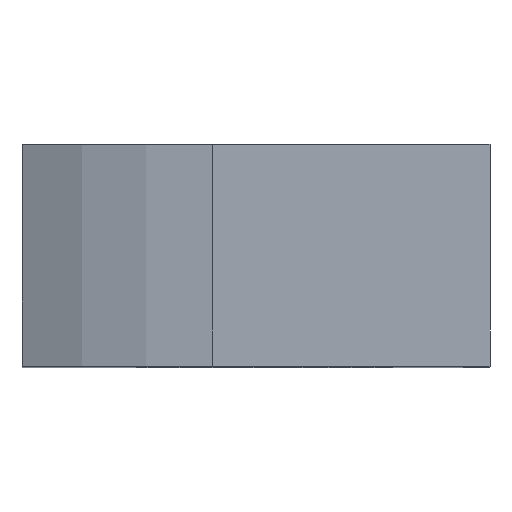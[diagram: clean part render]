
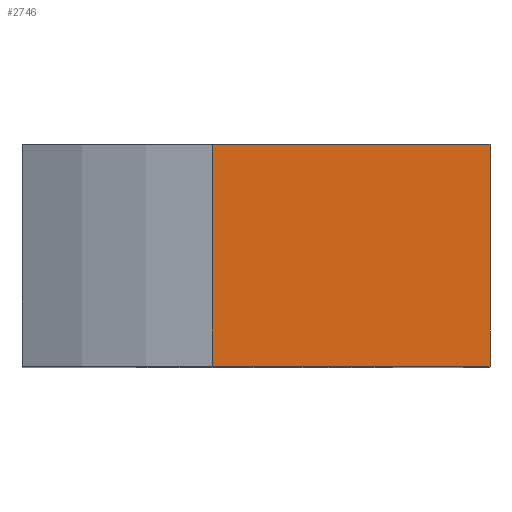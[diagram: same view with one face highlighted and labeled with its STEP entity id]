
A CAD part, top view. The second image highlights one B-rep face of the part: STEP entity #2746.
In plain terms, the highlighted planar face has unit normal (0, 0, 1).
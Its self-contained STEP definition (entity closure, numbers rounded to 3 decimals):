
#64 = CARTESIAN_POINT ( 'NONE',  ( -1.772, 9., 17. ) ) ;
#179 = CARTESIAN_POINT ( 'NONE',  ( 0., 9., 17. ) ) ;
#187 = ORIENTED_EDGE ( 'NONE', *, *, #2457, .T. ) ;
#302 = CARTESIAN_POINT ( 'NONE',  ( 9.5, 9., 17. ) ) ;
#435 = VECTOR ( 'NONE', #1824, 1000. ) ;
#469 = CARTESIAN_POINT ( 'NONE',  ( 0., 0., 17. ) ) ;
#487 = CARTESIAN_POINT ( 'NONE',  ( 9.5, 0., 17. ) ) ;
#548 = DIRECTION ( 'NONE',  ( 0., -1., 0. ) ) ;
#579 = VECTOR ( 'NONE', #4614, 1000. ) ;
#769 = EDGE_LOOP ( 'NONE', ( #187, #2315, #2363, #3789 ) ) ;
#854 = EDGE_CURVE ( 'NONE', #3617, #2434, #4037, .T. ) ;
#1047 = CARTESIAN_POINT ( 'NONE',  ( 0., 9., 17. ) ) ;
#1395 = CARTESIAN_POINT ( 'NONE',  ( -1.772, 9., 17. ) ) ;
#1697 = DIRECTION ( 'NONE',  ( -1., 0., 0. ) ) ;
#1746 = DIRECTION ( 'NONE',  ( 0., 0., -1. ) ) ;
#1824 = DIRECTION ( 'NONE',  ( 0., -1., 0. ) ) ;
#2005 = LINE ( 'NONE', #469, #2277 ) ;
#2277 = VECTOR ( 'NONE', #2757, 1000. ) ;
#2315 = ORIENTED_EDGE ( 'NONE', *, *, #3719, .F. ) ;
#2363 = ORIENTED_EDGE ( 'NONE', *, *, #3049, .F. ) ;
#2399 = CARTESIAN_POINT ( 'NONE',  ( -1.772, 0., 17. ) ) ;
#2434 = VERTEX_POINT ( 'NONE', #2399 ) ;
#2457 = EDGE_CURVE ( 'NONE', #2434, #3180, #2005, .T. ) ;
#2658 = VERTEX_POINT ( 'NONE', #302 ) ;
#2746 = ADVANCED_FACE ( 'NONE', ( #3169 ), #3580, .F. ) ;
#2757 = DIRECTION ( 'NONE',  ( 1., 0., 0. ) ) ;
#2815 = AXIS2_PLACEMENT_3D ( 'NONE', #1047, #1746, #1697 ) ;
#3049 = EDGE_CURVE ( 'NONE', #3617, #2658, #3488, .T. ) ;
#3169 = FACE_OUTER_BOUND ( 'NONE', #769, .T. ) ;
#3180 = VERTEX_POINT ( 'NONE', #487 ) ;
#3488 = LINE ( 'NONE', #179, #579 ) ;
#3547 = LINE ( 'NONE', #3862, #4510 ) ;
#3580 = PLANE ( 'NONE',  #2815 ) ;
#3617 = VERTEX_POINT ( 'NONE', #64 ) ;
#3719 = EDGE_CURVE ( 'NONE', #2658, #3180, #3547, .T. ) ;
#3789 = ORIENTED_EDGE ( 'NONE', *, *, #854, .T. ) ;
#3862 = CARTESIAN_POINT ( 'NONE',  ( 9.5, 9., 17. ) ) ;
#4037 = LINE ( 'NONE', #1395, #435 ) ;
#4510 = VECTOR ( 'NONE', #548, 1000. ) ;
#4614 = DIRECTION ( 'NONE',  ( 1., 0., 0. ) ) ;
